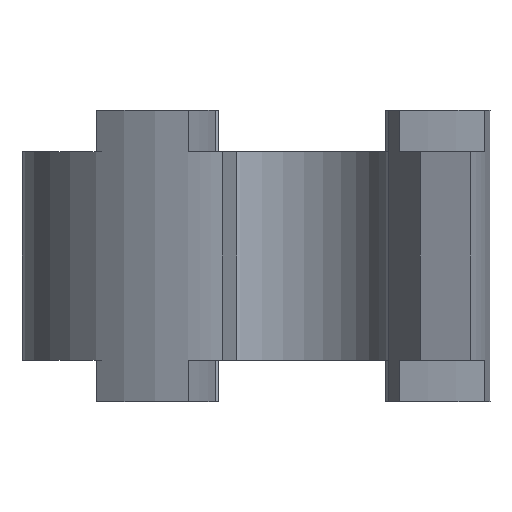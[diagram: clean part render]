
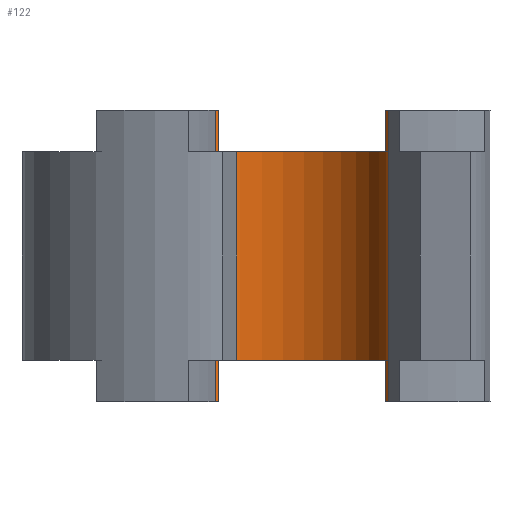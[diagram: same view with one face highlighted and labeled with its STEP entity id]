
A CAD part, left-side view. The second image highlights one B-rep face of the part: STEP entity #122.
In plain terms, the highlighted cylindrical face has radius 6.4 mm (diameter 12.8 mm), a partial arc.
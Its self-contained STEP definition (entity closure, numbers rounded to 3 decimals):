
#122 = ADVANCED_FACE( '', ( #273 ), #274, .F. );
#273 = FACE_OUTER_BOUND( '', #1263, .T. );
#274 = CYLINDRICAL_SURFACE( '', #1264, 6.4 );
#1263 = EDGE_LOOP( '', ( #2116, #2117, #2118, #2119, #2120, #2121, #2122, #2123, #2124, #2125, #2126, #2127, #2128, #2129, #2130, #2131, #2132, #2133, #2134, #2135 ) );
#1264 = AXIS2_PLACEMENT_3D( '', #2136, #2137, #2138 );
#2116 = ORIENTED_EDGE( '', *, *, #2481, .F. );
#2117 = ORIENTED_EDGE( '', *, *, #2471, .F. );
#2118 = ORIENTED_EDGE( '', *, *, #2491, .T. );
#2119 = ORIENTED_EDGE( '', *, *, #2539, .F. );
#2120 = ORIENTED_EDGE( '', *, *, #2540, .F. );
#2121 = ORIENTED_EDGE( '', *, *, #2504, .T. );
#2122 = ORIENTED_EDGE( '', *, *, #2541, .F. );
#2123 = ORIENTED_EDGE( '', *, *, #2542, .F. );
#2124 = ORIENTED_EDGE( '', *, *, #2486, .T. );
#2125 = ORIENTED_EDGE( '', *, *, #2543, .T. );
#2126 = ORIENTED_EDGE( '', *, *, #2544, .F. );
#2127 = ORIENTED_EDGE( '', *, *, #2545, .F. );
#2128 = ORIENTED_EDGE( '', *, *, #2546, .T. );
#2129 = ORIENTED_EDGE( '', *, *, #2547, .T. );
#2130 = ORIENTED_EDGE( '', *, *, #2548, .F. );
#2131 = ORIENTED_EDGE( '', *, *, #2535, .F. );
#2132 = ORIENTED_EDGE( '', *, *, #2515, .F. );
#2133 = ORIENTED_EDGE( '', *, *, #2549, .F. );
#2134 = ORIENTED_EDGE( '', *, *, #2494, .T. );
#2135 = ORIENTED_EDGE( '', *, *, #2478, .F. );
#2136 = CARTESIAN_POINT( '', ( 0., 0., 54. ) );
#2137 = DIRECTION( '', ( 0., 0., -1. ) );
#2138 = DIRECTION( '', ( 1., 0., 0. ) );
#2471 = EDGE_CURVE( '', #2689, #2690, #2691, .T. );
#2478 = EDGE_CURVE( '', #2701, #2703, #2704, .T. );
#2481 = EDGE_CURVE( '', #2690, #2701, #2707, .T. );
#2486 = EDGE_CURVE( '', #2715, #2713, #2716, .T. );
#2491 = EDGE_CURVE( '', #2689, #2721, #2723, .T. );
#2494 = EDGE_CURVE( '', #2727, #2703, #2728, .T. );
#2504 = EDGE_CURVE( '', #2737, #2741, #2743, .T. );
#2515 = EDGE_CURVE( '', #2760, #2761, #2762, .T. );
#2535 = EDGE_CURVE( '', #2761, #2792, #2793, .T. );
#2539 = EDGE_CURVE( '', #2798, #2721, #2799, .T. );
#2540 = EDGE_CURVE( '', #2737, #2798, #2800, .F. );
#2541 = EDGE_CURVE( '', #2801, #2741, #2802, .T. );
#2542 = EDGE_CURVE( '', #2715, #2801, #2803, .T. );
#2543 = EDGE_CURVE( '', #2713, #2804, #2805, .T. );
#2544 = EDGE_CURVE( '', #2806, #2804, #2807, .T. );
#2545 = EDGE_CURVE( '', #2808, #2806, #2809, .T. );
#2546 = EDGE_CURVE( '', #2808, #2810, #2811, .T. );
#2547 = EDGE_CURVE( '', #2810, #2812, #2813, .T. );
#2548 = EDGE_CURVE( '', #2792, #2812, #2814, .T. );
#2549 = EDGE_CURVE( '', #2727, #2760, #2815, .T. );
#2689 = VERTEX_POINT( '', #3261 );
#2690 = VERTEX_POINT( '', #3262 );
#2691 = CIRCLE( '', #3263, 6.4 );
#2701 = VERTEX_POINT( '', #3273 );
#2703 = VERTEX_POINT( '', #3275 );
#2704 = CIRCLE( '', #3276, 6.4 );
#2707 = LINE( '', #3279, #3280 );
#2713 = VERTEX_POINT( '', #3288 );
#2715 = VERTEX_POINT( '', #3290 );
#2716 = LINE( '', #3291, #3292 );
#2721 = VERTEX_POINT( '', #3298 );
#2723 = LINE( '', #3300, #3301 );
#2727 = VERTEX_POINT( '', #3306 );
#2728 = LINE( '', #3307, #3308 );
#2737 = VERTEX_POINT( '', #3318 );
#2741 = VERTEX_POINT( '', #3323 );
#2743 = CIRCLE( '', #3325, 6.4 );
#2760 = VERTEX_POINT( '', #3395 );
#2761 = VERTEX_POINT( '', #3396 );
#2762 = LINE( '', #3397, #3398 );
#2792 = VERTEX_POINT( '', #3677 );
#2793 = CIRCLE( '', #3678, 6.4 );
#2798 = VERTEX_POINT( '', #3684 );
#2799 = CIRCLE( '', #3685, 6.4 );
#2800 = LINE( '', #3686, #3687 );
#2801 = VERTEX_POINT( '', #3688 );
#2802 = LINE( '', #3689, #3690 );
#2803 = CIRCLE( '', #3691, 6.4 );
#2804 = VERTEX_POINT( '', #3692 );
#2805 = CIRCLE( '', #3693, 6.4 );
#2806 = VERTEX_POINT( '', #3694 );
#2807 = LINE( '', #3695, #3696 );
#2808 = VERTEX_POINT( '', #3697 );
#2809 = CIRCLE( '', #3698, 6.4 );
#2810 = VERTEX_POINT( '', #3699 );
#2811 = LINE( '', #3700, #3701 );
#2812 = VERTEX_POINT( '', #3702 );
#2813 = CIRCLE( '', #3703, 6.4 );
#2814 = LINE( '', #3704, #3705 );
#2815 = CIRCLE( '', #3706, 6.4 );
#3261 = CARTESIAN_POINT( '', ( 1.516, -6.218, -5. ) );
#3262 = CARTESIAN_POINT( '', ( 6.143, 1.796, -5. ) );
#3263 = AXIS2_PLACEMENT_3D( '', #3992, #3993, #3994 );
#3273 = CARTESIAN_POINT( '', ( 6.143, 1.796, -7. ) );
#3275 = CARTESIAN_POINT( '', ( 4.627, 4.422, -7. ) );
#3276 = AXIS2_PLACEMENT_3D( '', #4010, #4011, #4012 );
#3279 = CARTESIAN_POINT( '', ( 6.143, 1.796, -5. ) );
#3280 = VECTOR( '', #4016, 1000. );
#3288 = CARTESIAN_POINT( '', ( 6.143, 1.796, 7. ) );
#3290 = CARTESIAN_POINT( '', ( 6.143, 1.796, 5. ) );
#3291 = CARTESIAN_POINT( '', ( 6.143, 1.796, 5. ) );
#3292 = VECTOR( '', #4022, 1000. );
#3298 = CARTESIAN_POINT( '', ( 1.516, -6.218, -7. ) );
#3300 = CARTESIAN_POINT( '', ( 1.516, -6.218, -5. ) );
#3301 = VECTOR( '', #4030, 1000. );
#3306 = CARTESIAN_POINT( '', ( 4.627, 4.422, -5. ) );
#3307 = CARTESIAN_POINT( '', ( 4.627, 4.422, -5. ) );
#3308 = VECTOR( '', #4032, 1000. );
#3318 = CARTESIAN_POINT( '', ( -0.799, -6.35, 7. ) );
#3323 = CARTESIAN_POINT( '', ( 1.516, -6.218, 7. ) );
#3325 = AXIS2_PLACEMENT_3D( '', #4050, #4051, #4052 );
#3395 = CARTESIAN_POINT( '', ( -4.627, 4.422, -5. ) );
#3396 = CARTESIAN_POINT( '', ( -4.627, 4.422, -7. ) );
#3397 = CARTESIAN_POINT( '', ( -4.627, 4.422, -5. ) );
#3398 = VECTOR( '', #4064, 1000. );
#3677 = CARTESIAN_POINT( '', ( -5.899, 2.483, -7. ) );
#3678 = AXIS2_PLACEMENT_3D( '', #4086, #4087, #4088 );
#3684 = CARTESIAN_POINT( '', ( -0.799, -6.35, -7. ) );
#3685 = AXIS2_PLACEMENT_3D( '', #4093, #4094, #4095 );
#3686 = CARTESIAN_POINT( '', ( -0.799, -6.35, 54. ) );
#3687 = VECTOR( '', #4096, 1000. );
#3688 = CARTESIAN_POINT( '', ( 1.516, -6.218, 5. ) );
#3689 = CARTESIAN_POINT( '', ( 1.516, -6.218, 5. ) );
#3690 = VECTOR( '', #4097, 1000. );
#3691 = AXIS2_PLACEMENT_3D( '', #4098, #4099, #4100 );
#3692 = CARTESIAN_POINT( '', ( 4.627, 4.422, 7. ) );
#3693 = AXIS2_PLACEMENT_3D( '', #4101, #4102, #4103 );
#3694 = CARTESIAN_POINT( '', ( 4.627, 4.422, 5. ) );
#3695 = CARTESIAN_POINT( '', ( 4.627, 4.422, 5. ) );
#3696 = VECTOR( '', #4104, 1000. );
#3697 = CARTESIAN_POINT( '', ( -4.627, 4.422, 5. ) );
#3698 = AXIS2_PLACEMENT_3D( '', #4105, #4106, #4107 );
#3699 = CARTESIAN_POINT( '', ( -4.627, 4.422, 7. ) );
#3700 = CARTESIAN_POINT( '', ( -4.627, 4.422, 5. ) );
#3701 = VECTOR( '', #4108, 1000. );
#3702 = CARTESIAN_POINT( '', ( -5.899, 2.483, 7. ) );
#3703 = AXIS2_PLACEMENT_3D( '', #4109, #4110, #4111 );
#3704 = CARTESIAN_POINT( '', ( -5.899, 2.483, 54. ) );
#3705 = VECTOR( '', #4112, 1000. );
#3706 = AXIS2_PLACEMENT_3D( '', #4113, #4114, #4115 );
#3992 = CARTESIAN_POINT( '', ( 0., 0., -5. ) );
#3993 = DIRECTION( '', ( 0., 0., 1. ) );
#3994 = DIRECTION( '', ( 1., 0., 0. ) );
#4010 = CARTESIAN_POINT( '', ( 0., 0., -7. ) );
#4011 = DIRECTION( '', ( 0., 0., 1. ) );
#4012 = DIRECTION( '', ( 1., 0., 0. ) );
#4016 = DIRECTION( '', ( 0., 0., -1. ) );
#4022 = DIRECTION( '', ( 0., 0., 1. ) );
#4030 = DIRECTION( '', ( 0., 0., -1. ) );
#4032 = DIRECTION( '', ( 0., 0., -1. ) );
#4050 = CARTESIAN_POINT( '', ( 0., 0., 7. ) );
#4051 = DIRECTION( '', ( 0., 0., 1. ) );
#4052 = DIRECTION( '', ( 1., 0., 0. ) );
#4064 = DIRECTION( '', ( 0., 0., -1. ) );
#4086 = CARTESIAN_POINT( '', ( 0., 0., -7. ) );
#4087 = DIRECTION( '', ( 0., 0., 1. ) );
#4088 = DIRECTION( '', ( 1., 0., 0. ) );
#4093 = CARTESIAN_POINT( '', ( 0., 0., -7. ) );
#4094 = DIRECTION( '', ( 0., 0., 1. ) );
#4095 = DIRECTION( '', ( 1., 0., 0. ) );
#4096 = DIRECTION( '', ( 0., 0., 1. ) );
#4097 = DIRECTION( '', ( 0., 0., 1. ) );
#4098 = CARTESIAN_POINT( '', ( 0., 0., 5. ) );
#4099 = DIRECTION( '', ( 0., 0., -1. ) );
#4100 = DIRECTION( '', ( -1., 0., 0. ) );
#4101 = CARTESIAN_POINT( '', ( 0., 0., 7. ) );
#4102 = DIRECTION( '', ( 0., 0., 1. ) );
#4103 = DIRECTION( '', ( 1., 0., 0. ) );
#4104 = DIRECTION( '', ( 0., 0., 1. ) );
#4105 = CARTESIAN_POINT( '', ( 0., 0., 5. ) );
#4106 = DIRECTION( '', ( 0., 0., -1. ) );
#4107 = DIRECTION( '', ( -1., 0., 0. ) );
#4108 = DIRECTION( '', ( 0., 0., 1. ) );
#4109 = CARTESIAN_POINT( '', ( 0., 0., 7. ) );
#4110 = DIRECTION( '', ( 0., 0., 1. ) );
#4111 = DIRECTION( '', ( 1., 0., 0. ) );
#4112 = DIRECTION( '', ( 0., 0., 1. ) );
#4113 = CARTESIAN_POINT( '', ( 0., 0., -5. ) );
#4114 = DIRECTION( '', ( 0., 0., 1. ) );
#4115 = DIRECTION( '', ( 1., 0., 0. ) );
